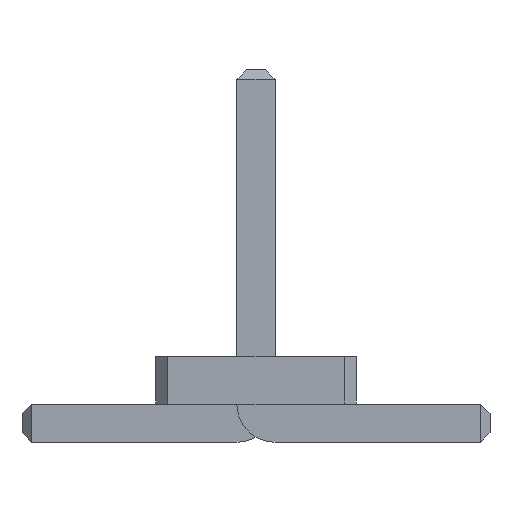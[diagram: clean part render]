
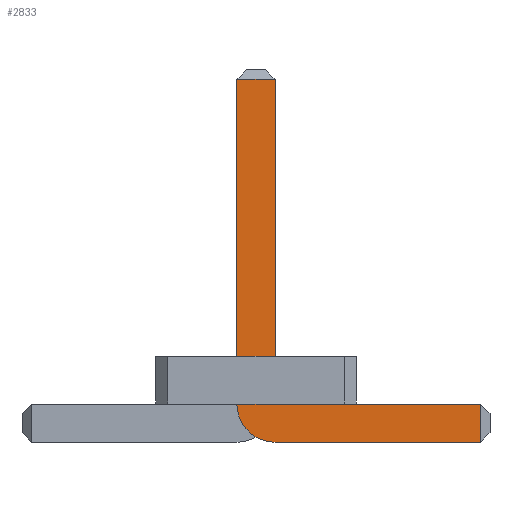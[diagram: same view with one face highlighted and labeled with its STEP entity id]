
A CAD part, front view. The second image highlights one B-rep face of the part: STEP entity #2833.
In plain terms, the highlighted planar face has unit normal (0, -1, 0).
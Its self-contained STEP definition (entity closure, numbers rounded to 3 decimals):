
#13=DIRECTION('',(0.,0.,1.));
#67=DIRECTION('',(1.,0.,0.));
#1238=VECTOR('',#67,1.);
#1249=DIRECTION('',(0.,1.,0.));
#1291=DIRECTION('',(-1.,0.,0.));
#2459=VECTOR('',#1291,1.);
#2640=DIRECTION('',(-0.,1.,0.));
#2641=DIRECTION('',(0.,0.,-1.));
#2648=VECTOR('',#2649,1.);
#2649=DIRECTION('',(0.,0.,1.));
#2660=VECTOR('',#2641,1.);
#2678=VERTEX_POINT('',#2679);
#2679=CARTESIAN_POINT('',(2.35,-12.9,0.));
#2682=ORIENTED_EDGE('',*,*,#2683,.T.);
#2683=EDGE_CURVE('',#2678,#2684,#2686,.T.);
#2684=VERTEX_POINT('',#2685);
#2685=CARTESIAN_POINT('',(0.2,-12.9,0.));
#2686=LINE('',#2687,#2459);
#2687=CARTESIAN_POINT('',(2.45,-12.9,0.));
#2727=VERTEX_POINT('',#2728);
#2728=CARTESIAN_POINT('',(-0.2,-12.9,0.4));
#2731=EDGE_CURVE('',#2684,#2727,#2732,.T.);
#2732=CIRCLE('',#2733,0.4);
#2733=AXIS2_PLACEMENT_3D('',#2734,#2640,#2641);
#2734=CARTESIAN_POINT('',(0.2,-12.9,0.4));
#2743=VERTEX_POINT('',#2734);
#2745=ORIENTED_EDGE('',*,*,#2746,.T.);
#2746=EDGE_CURVE('',#2743,#2747,#2749,.T.);
#2747=VERTEX_POINT('',#2748);
#2748=CARTESIAN_POINT('',(2.35,-12.9,0.4));
#2749=LINE('',#2734,#1238);
#2759=ORIENTED_EDGE('',*,*,#2760,.T.);
#2760=EDGE_CURVE('',#2727,#2761,#2763,.T.);
#2761=VERTEX_POINT('',#2762);
#2762=CARTESIAN_POINT('',(-0.2,-12.9,3.8));
#2763=LINE('',#2764,#2648);
#2764=CARTESIAN_POINT('',(-0.2,-12.9,0.));
#2777=VERTEX_POINT('',#2778);
#2778=CARTESIAN_POINT('',(0.2,-12.9,3.8));
#2780=ORIENTED_EDGE('',*,*,#2781,.T.);
#2781=EDGE_CURVE('',#2777,#2743,#2782,.T.);
#2782=LINE('',#2783,#2660);
#2783=CARTESIAN_POINT('',(0.2,-12.9,3.9));
#2833=ADVANCED_FACE('',(#2834),#2843,.F.);
#2834=FACE_BOUND('',#2835,.F.);
#2835=EDGE_LOOP('',(#2682,#2836,#2759,#2837,#2780,#2745,#2840));
#2836=ORIENTED_EDGE('',*,*,#2731,.T.);
#2837=ORIENTED_EDGE('',*,*,#2838,.T.);
#2838=EDGE_CURVE('',#2761,#2777,#2839,.T.);
#2839=LINE('',#2762,#1238);
#2840=ORIENTED_EDGE('',*,*,#2841,.T.);
#2841=EDGE_CURVE('',#2747,#2678,#2842,.T.);
#2842=LINE('',#2748,#2660);
#2843=PLANE('',#2844);
#2844=AXIS2_PLACEMENT_3D('',#2845,#1249,#13);
#2845=CARTESIAN_POINT('',(0.524,-12.9,1.349));
